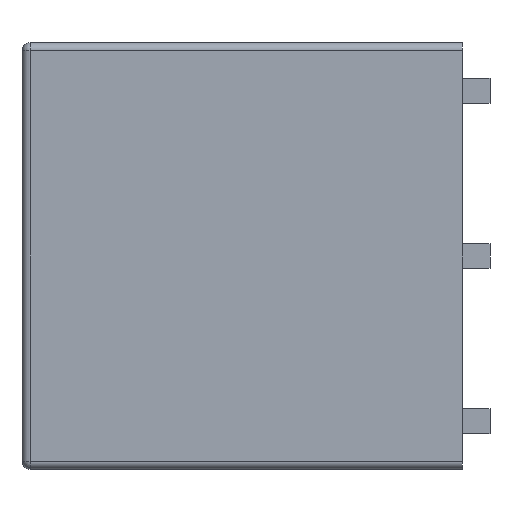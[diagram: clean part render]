
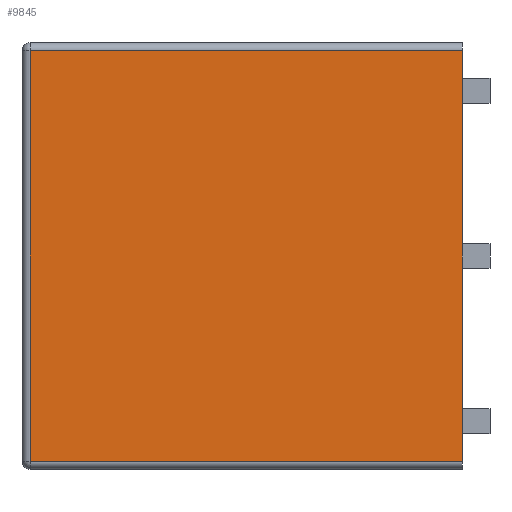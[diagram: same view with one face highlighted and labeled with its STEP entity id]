
A CAD part, left-side view. The second image highlights one B-rep face of the part: STEP entity #9845.
In plain terms, the highlighted planar face has unit normal (-1, 0, 0).
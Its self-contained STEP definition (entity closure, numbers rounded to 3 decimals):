
#539 = AXIS2_PLACEMENT_3D ( 'NONE', #8878, #8884, #8885 ) ;
#875 = EDGE_CURVE ( 'NONE', #1497, #17404, #7649, .T. ) ;
#898 = EDGE_CURVE ( 'NONE', #1492, #1497, #7611, .T. ) ;
#899 = EDGE_CURVE ( 'NONE', #17404, #1491, #7599, .T. ) ;
#900 = EDGE_CURVE ( 'NONE', #1491, #1492, #7597, .T. ) ;
#1491 = VERTEX_POINT ( 'NONE', #13655 ) ;
#1492 = VERTEX_POINT ( 'NONE', #13656 ) ;
#1497 = VERTEX_POINT ( 'NONE', #13661 ) ;
#2942 = CARTESIAN_POINT ( 'NONE',  ( -9.5, 0., 7.75 ) ) ;
#2945 = DIRECTION ( 'NONE',  ( 0., 0., 1. ) ) ;
#2988 = CARTESIAN_POINT ( 'NONE',  ( -9.5, 16., -7.45 ) ) ;
#2995 = DIRECTION ( 'NONE',  ( 0., -1., 0. ) ) ;
#2996 = CARTESIAN_POINT ( 'NONE',  ( -9.5, 16., 7.45 ) ) ;
#2997 = DIRECTION ( 'NONE',  ( 0., 1., 0. ) ) ;
#2998 = CARTESIAN_POINT ( 'NONE',  ( -9.5, 15.7, 7.75 ) ) ;
#2999 = DIRECTION ( 'NONE',  ( 0., 0., -1. ) ) ;
#3974 = EDGE_LOOP ( 'NONE', ( #7211, #7210, #7209, #7208 ) ) ;
#7208 = ORIENTED_EDGE ( 'NONE', *, *, #899, .T. ) ;
#7209 = ORIENTED_EDGE ( 'NONE', *, *, #875, .T. ) ;
#7210 = ORIENTED_EDGE ( 'NONE', *, *, #898, .T. ) ;
#7211 = ORIENTED_EDGE ( 'NONE', *, *, #900, .T. ) ;
#7596 = VECTOR ( 'NONE', #2999, 1000. ) ;
#7597 = LINE ( 'NONE', #2998, #7596 ) ;
#7598 = VECTOR ( 'NONE', #2997, 1000. ) ;
#7599 = LINE ( 'NONE', #2996, #7598 ) ;
#7602 = VECTOR ( 'NONE', #2995, 1000. ) ;
#7611 = LINE ( 'NONE', #2988, #7602 ) ;
#7646 = VECTOR ( 'NONE', #2945, 1000. ) ;
#7649 = LINE ( 'NONE', #2942, #7646 ) ;
#8875 = PLANE ( 'NONE',  #539 ) ;
#8878 = CARTESIAN_POINT ( 'NONE',  ( -9.5, 16., 7.75 ) ) ;
#8884 = DIRECTION ( 'NONE',  ( 1., 0., 0. ) ) ;
#8885 = DIRECTION ( 'NONE',  ( 0., 0., -1. ) ) ;
#9845 = ADVANCED_FACE ( 'NONE', ( #12933 ), #8875, .F. ) ;
#11694 = CARTESIAN_POINT ( 'NONE',  ( -9.5, 0., 7.45 ) ) ;
#12933 = FACE_OUTER_BOUND ( 'NONE', #3974, .T. ) ;
#13655 = CARTESIAN_POINT ( 'NONE',  ( -9.5, 15.7, 7.45 ) ) ;
#13656 = CARTESIAN_POINT ( 'NONE',  ( -9.5, 15.7, -7.45 ) ) ;
#13661 = CARTESIAN_POINT ( 'NONE',  ( -9.5, 0., -7.45 ) ) ;
#17404 = VERTEX_POINT ( 'NONE', #11694 ) ;
